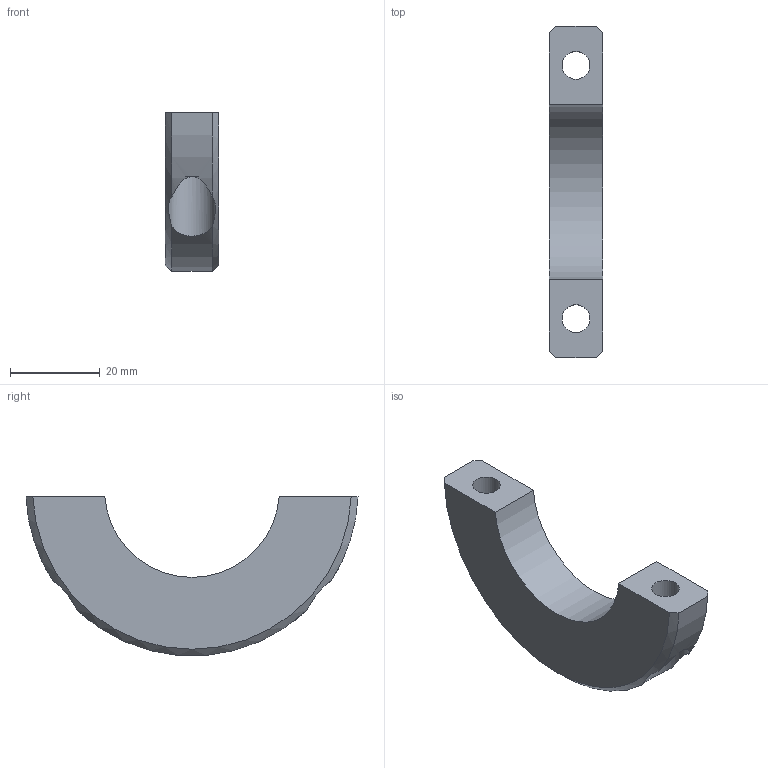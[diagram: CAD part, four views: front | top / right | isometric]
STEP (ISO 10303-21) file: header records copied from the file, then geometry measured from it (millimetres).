
FILE_DESCRIPTION(/* description */ (''),/* implementation_level */ '2;1');
FILE_NAME(/* name */ 'AIR SHOCKS STOPPER PART1 v1.step',/* time_stamp */ '2023-01-21T20:22:53+01:00',/* author */ (''),/* organization */ (''),/* preprocessor_version */ 'ST-DEVELOPER v19.2',/* originating_system */ 'Autodesk Translation Framework v11.17.0.187',/* authorisation */ '');
FILE_SCHEMA (('AUTOMOTIVE_DESIGN { 1 0 10303 214 3 1 1 }'));
Length unit declared in the file: millimetre
Products named in the file (1): AIR SHOCKS STOPPER PART1
Bounding box: 12 x 73.94 x 35.37 mm (x, y, z)
Volume: 15550 mm3; surface area: 6068.7 mm2
Topology: 1 solids, 1 shells, 16 faces, 42 edges, 28 vertices
Faces by surface type: cylinder 8, plane 6, cone 2
Full cylindrical faces by diameter (mm): 6.2 x2
Entity records: 625 total; most frequent: CARTESIAN_POINT 201, ORIENTED_EDGE 84, DIRECTION 78, EDGE_CURVE 42, AXIS2_PLACEMENT_3D 33, VERTEX_POINT 28, EDGE_LOOP 20, FACE_OUTER_BOUND 16
